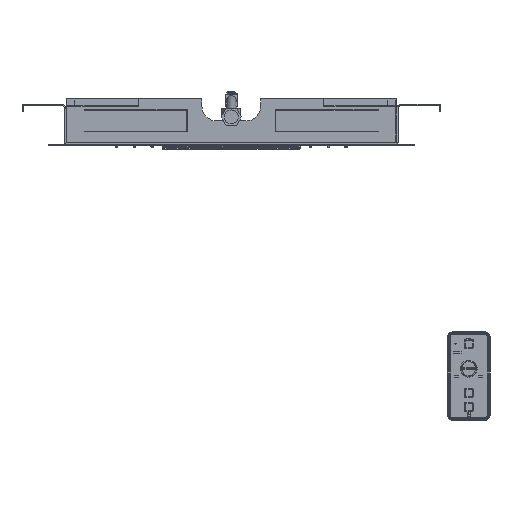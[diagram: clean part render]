
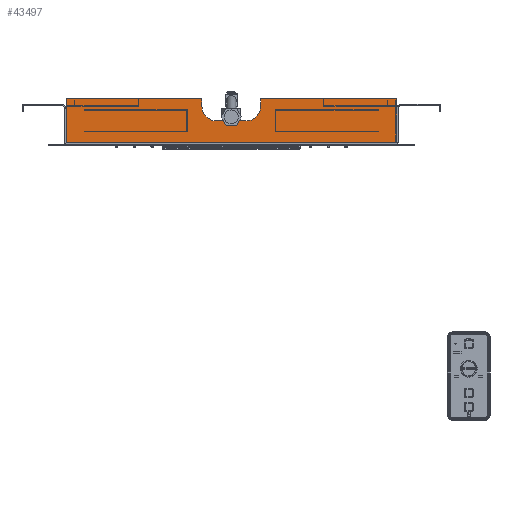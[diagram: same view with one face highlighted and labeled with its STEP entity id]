
A CAD part, front view. The second image highlights one B-rep face of the part: STEP entity #43497.
In plain terms, the highlighted planar face has unit normal (0, -1, 0).
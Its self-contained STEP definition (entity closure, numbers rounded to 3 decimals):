
#6514=LINE('',#98159,#10942);
#6568=LINE('',#98278,#10996);
#6572=LINE('',#98287,#11000);
#6577=LINE('',#98302,#11005);
#6812=LINE('',#98799,#11240);
#6816=LINE('',#98805,#11244);
#6818=LINE('',#98809,#11246);
#6819=LINE('',#98812,#11247);
#6820=LINE('',#98814,#11248);
#6821=LINE('',#98816,#11249);
#6822=LINE('',#98817,#11250);
#6823=LINE('',#98819,#11251);
#6824=LINE('',#98821,#11252);
#6825=LINE('',#98822,#11253);
#6826=LINE('',#98825,#11254);
#6827=LINE('',#98826,#11255);
#6828=LINE('',#98828,#11256);
#6829=LINE('',#98830,#11257);
#6830=LINE('',#98832,#11258);
#6831=LINE('',#98834,#11259);
#6832=LINE('',#98835,#11260);
#6833=LINE('',#98837,#11261);
#6834=LINE('',#98839,#11262);
#6835=LINE('',#98840,#11263);
#10942=VECTOR('',#57706,1000.);
#10996=VECTOR('',#57806,1000.);
#11000=VECTOR('',#57812,1000.);
#11005=VECTOR('',#57825,1000.);
#11240=VECTOR('',#58214,1000.);
#11244=VECTOR('',#58220,1000.);
#11246=VECTOR('',#58224,1000.);
#11247=VECTOR('',#58225,1000.);
#11248=VECTOR('',#58226,1000.);
#11249=VECTOR('',#58227,1000.);
#11250=VECTOR('',#58228,1000.);
#11251=VECTOR('',#58229,1000.);
#11252=VECTOR('',#58230,1000.);
#11253=VECTOR('',#58231,1000.);
#11254=VECTOR('',#58232,1000.);
#11255=VECTOR('',#58233,1000.);
#11256=VECTOR('',#58234,1000.);
#11257=VECTOR('',#58235,1000.);
#11258=VECTOR('',#58236,1000.);
#11259=VECTOR('',#58237,1000.);
#11260=VECTOR('',#58238,1000.);
#11261=VECTOR('',#58239,1000.);
#11262=VECTOR('',#58240,1000.);
#11263=VECTOR('',#58241,1000.);
#20629=ORIENTED_EDGE('',*,*,#28152,.T.);
#20630=ORIENTED_EDGE('',*,*,#28153,.T.);
#20631=ORIENTED_EDGE('',*,*,#28154,.T.);
#20632=ORIENTED_EDGE('',*,*,#28155,.T.);
#20633=ORIENTED_EDGE('',*,*,#27876,.T.);
#20634=ORIENTED_EDGE('',*,*,#28156,.T.);
#20635=ORIENTED_EDGE('',*,*,#28157,.T.);
#20636=ORIENTED_EDGE('',*,*,#28158,.T.);
#20637=ORIENTED_EDGE('',*,*,#28159,.F.);
#20638=ORIENTED_EDGE('',*,*,#28160,.F.);
#20639=ORIENTED_EDGE('',*,*,#27880,.F.);
#20640=ORIENTED_EDGE('',*,*,#28161,.F.);
#20641=ORIENTED_EDGE('',*,*,#28162,.F.);
#20642=ORIENTED_EDGE('',*,*,#28163,.F.);
#20643=ORIENTED_EDGE('',*,*,#28164,.F.);
#20644=ORIENTED_EDGE('',*,*,#28165,.F.);
#20645=ORIENTED_EDGE('',*,*,#28150,.T.);
#20646=ORIENTED_EDGE('',*,*,#28146,.T.);
#20647=ORIENTED_EDGE('',*,*,#27813,.F.);
#20648=ORIENTED_EDGE('',*,*,#28166,.F.);
#20649=ORIENTED_EDGE('',*,*,#28167,.T.);
#20650=ORIENTED_EDGE('',*,*,#28168,.F.);
#20651=ORIENTED_EDGE('',*,*,#27888,.T.);
#20652=ORIENTED_EDGE('',*,*,#27887,.F.);
#20653=ORIENTED_EDGE('',*,*,#27881,.T.);
#20654=ORIENTED_EDGE('',*,*,#28169,.F.);
#27813=EDGE_CURVE('',#39050,#39065,#6514,.T.);
#27876=EDGE_CURVE('',#39104,#39106,#6568,.T.);
#27880=EDGE_CURVE('',#39110,#39107,#6572,.T.);
#27881=EDGE_CURVE('',#39111,#39112,#29440,.T.);
#27887=EDGE_CURVE('',#39111,#39116,#6577,.T.);
#27888=EDGE_CURVE('',#39117,#39116,#29442,.T.);
#28146=EDGE_CURVE('',#39302,#39065,#6812,.T.);
#28150=EDGE_CURVE('',#39303,#39302,#6816,.T.);
#28152=EDGE_CURVE('',#39304,#39305,#6818,.T.);
#28153=EDGE_CURVE('',#39305,#39306,#6819,.T.);
#28154=EDGE_CURVE('',#39306,#39307,#6820,.T.);
#28155=EDGE_CURVE('',#39307,#39104,#6821,.T.);
#28156=EDGE_CURVE('',#39106,#39308,#6822,.T.);
#28157=EDGE_CURVE('',#39308,#39309,#6823,.T.);
#28158=EDGE_CURVE('',#39309,#39304,#6824,.T.);
#28159=EDGE_CURVE('',#39310,#39311,#6825,.T.);
#28160=EDGE_CURVE('',#39107,#39310,#6826,.T.);
#28161=EDGE_CURVE('',#39312,#39110,#6827,.T.);
#28162=EDGE_CURVE('',#39313,#39312,#6828,.T.);
#28163=EDGE_CURVE('',#39314,#39313,#6829,.T.);
#28164=EDGE_CURVE('',#39315,#39314,#6830,.T.);
#28165=EDGE_CURVE('',#39311,#39315,#6831,.T.);
#28166=EDGE_CURVE('',#39316,#39050,#6832,.T.);
#28167=EDGE_CURVE('',#39316,#39317,#6833,.T.);
#28168=EDGE_CURVE('',#39117,#39317,#6834,.T.);
#28169=EDGE_CURVE('',#39303,#39112,#6835,.T.);
#29440=CIRCLE('',#47458,20.);
#29442=CIRCLE('',#47462,20.);
#32002=EDGE_LOOP('',(#20629,#20630,#20631,#20632,#20633,#20634,#20635,#20636));
#32003=EDGE_LOOP('',(#20637,#20638,#20639,#20640,#20641,#20642,#20643,#20644));
#32004=EDGE_LOOP('',(#20645,#20646,#20647,#20648,#20649,#20650,#20651,#20652,
#20653,#20654));
#32698=PLANE('',#47539);
#39050=VERTEX_POINT('',#98114);
#39065=VERTEX_POINT('',#98160);
#39104=VERTEX_POINT('',#98273);
#39106=VERTEX_POINT('',#98277);
#39107=VERTEX_POINT('',#98281);
#39110=VERTEX_POINT('',#98286);
#39111=VERTEX_POINT('',#98290);
#39112=VERTEX_POINT('',#98291);
#39116=VERTEX_POINT('',#98300);
#39117=VERTEX_POINT('',#98305);
#39302=VERTEX_POINT('',#98800);
#39303=VERTEX_POINT('',#98806);
#39304=VERTEX_POINT('',#98810);
#39305=VERTEX_POINT('',#98811);
#39306=VERTEX_POINT('',#98813);
#39307=VERTEX_POINT('',#98815);
#39308=VERTEX_POINT('',#98818);
#39309=VERTEX_POINT('',#98820);
#39310=VERTEX_POINT('',#98823);
#39311=VERTEX_POINT('',#98824);
#39312=VERTEX_POINT('',#98827);
#39313=VERTEX_POINT('',#98829);
#39314=VERTEX_POINT('',#98831);
#39315=VERTEX_POINT('',#98833);
#39316=VERTEX_POINT('',#98836);
#39317=VERTEX_POINT('',#98838);
#41897=FACE_BOUND('',#32002,.T.);
#41898=FACE_BOUND('',#32003,.T.);
#41899=FACE_BOUND('',#32004,.T.);
#43497=ADVANCED_FACE('',(#41897,#41898,#41899),#32698,.T.);
#47458=AXIS2_PLACEMENT_3D('',#98289,#57815,#57816);
#47462=AXIS2_PLACEMENT_3D('',#98304,#57828,#57829);
#47539=AXIS2_PLACEMENT_3D('',#98808,#58222,#58223);
#57706=DIRECTION('',(-1.,0.,0.));
#57806=DIRECTION('',(0.,0.,-1.));
#57812=DIRECTION('',(0.,0.,-1.));
#57815=DIRECTION('',(0.,1.,0.));
#57816=DIRECTION('',(0.,0.,-1.));
#57825=DIRECTION('',(1.,0.,0.));
#57828=DIRECTION('',(0.,1.,0.));
#57829=DIRECTION('',(1.,0.,0.));
#58214=DIRECTION('',(0.,0.,-1.));
#58220=DIRECTION('',(-1.,0.,0.));
#58222=DIRECTION('',(0.,-1.,0.));
#58223=DIRECTION('',(0.,0.,-1.));
#58224=DIRECTION('',(0.,0.,1.));
#58225=DIRECTION('',(-1.,0.,0.));
#58226=DIRECTION('',(0.,0.,1.));
#58227=DIRECTION('',(1.,0.,0.));
#58228=DIRECTION('',(-1.,0.,0.));
#58229=DIRECTION('',(0.,0.,1.));
#58230=DIRECTION('',(1.,0.,0.));
#58231=DIRECTION('',(0.,0.,1.));
#58232=DIRECTION('',(1.,0.,0.));
#58233=DIRECTION('',(-1.,0.,0.));
#58234=DIRECTION('',(0.,0.,1.));
#58235=DIRECTION('',(1.,0.,0.));
#58236=DIRECTION('',(0.,0.,1.));
#58237=DIRECTION('',(-1.,0.,0.));
#58238=DIRECTION('',(0.,0.,-1.));
#58239=DIRECTION('',(-1.,0.,0.));
#58240=DIRECTION('',(0.,0.,1.));
#58241=DIRECTION('',(0.,0.,-1.));
#98114=CARTESIAN_POINT('',(225.,-225.,5.));
#98159=CARTESIAN_POINT('',(225.,-225.,5.));
#98160=CARTESIAN_POINT('',(-225.,-225.,5.));
#98273=CARTESIAN_POINT('',(-60.,-225.,49.));
#98277=CARTESIAN_POINT('',(-60.,-225.,19.));
#98278=CARTESIAN_POINT('',(-60.,-225.,49.));
#98281=CARTESIAN_POINT('',(60.,-225.,19.));
#98286=CARTESIAN_POINT('',(60.,-225.,49.));
#98287=CARTESIAN_POINT('',(60.,-225.,49.));
#98289=CARTESIAN_POINT('',(-20.,-225.,54.));
#98290=CARTESIAN_POINT('',(-20.,-225.,34.));
#98291=CARTESIAN_POINT('',(-40.,-225.,54.));
#98300=CARTESIAN_POINT('',(20.,-225.,34.));
#98302=CARTESIAN_POINT('',(-20.,-225.,34.));
#98304=CARTESIAN_POINT('',(20.,-225.,54.));
#98305=CARTESIAN_POINT('',(40.,-225.,54.));
#98799=CARTESIAN_POINT('',(-225.,-225.,64.));
#98800=CARTESIAN_POINT('',(-225.,-225.,64.));
#98805=CARTESIAN_POINT('',(-40.,-225.,64.));
#98806=CARTESIAN_POINT('',(-40.,-225.,64.));
#98808=CARTESIAN_POINT('',(0.,-225.,34.5));
#98809=CARTESIAN_POINT('',(-60.5,-225.,19.5));
#98810=CARTESIAN_POINT('',(-60.5,-225.,19.5));
#98811=CARTESIAN_POINT('',(-60.5,-225.,48.5));
#98812=CARTESIAN_POINT('',(-60.5,-225.,48.5));
#98813=CARTESIAN_POINT('',(-200.,-225.,48.5));
#98814=CARTESIAN_POINT('',(-200.,-225.,48.5));
#98815=CARTESIAN_POINT('',(-200.,-225.,49.));
#98816=CARTESIAN_POINT('',(-200.,-225.,49.));
#98817=CARTESIAN_POINT('',(-60.,-225.,19.));
#98818=CARTESIAN_POINT('',(-200.,-225.,19.));
#98819=CARTESIAN_POINT('',(-200.,-225.,19.));
#98820=CARTESIAN_POINT('',(-200.,-225.,19.5));
#98821=CARTESIAN_POINT('',(-200.,-225.,19.5));
#98822=CARTESIAN_POINT('',(200.,-225.,19.));
#98823=CARTESIAN_POINT('',(200.,-225.,19.));
#98824=CARTESIAN_POINT('',(200.,-225.,19.5));
#98825=CARTESIAN_POINT('',(60.,-225.,19.));
#98826=CARTESIAN_POINT('',(200.,-225.,49.));
#98827=CARTESIAN_POINT('',(200.,-225.,49.));
#98828=CARTESIAN_POINT('',(200.,-225.,48.5));
#98829=CARTESIAN_POINT('',(200.,-225.,48.5));
#98830=CARTESIAN_POINT('',(60.5,-225.,48.5));
#98831=CARTESIAN_POINT('',(60.5,-225.,48.5));
#98832=CARTESIAN_POINT('',(60.5,-225.,19.5));
#98833=CARTESIAN_POINT('',(60.5,-225.,19.5));
#98834=CARTESIAN_POINT('',(200.,-225.,19.5));
#98835=CARTESIAN_POINT('',(225.,-225.,64.));
#98836=CARTESIAN_POINT('',(225.,-225.,64.));
#98837=CARTESIAN_POINT('',(225.,-225.,64.));
#98838=CARTESIAN_POINT('',(40.,-225.,64.));
#98839=CARTESIAN_POINT('',(40.,-225.,54.));
#98840=CARTESIAN_POINT('',(-40.,-225.,64.));
